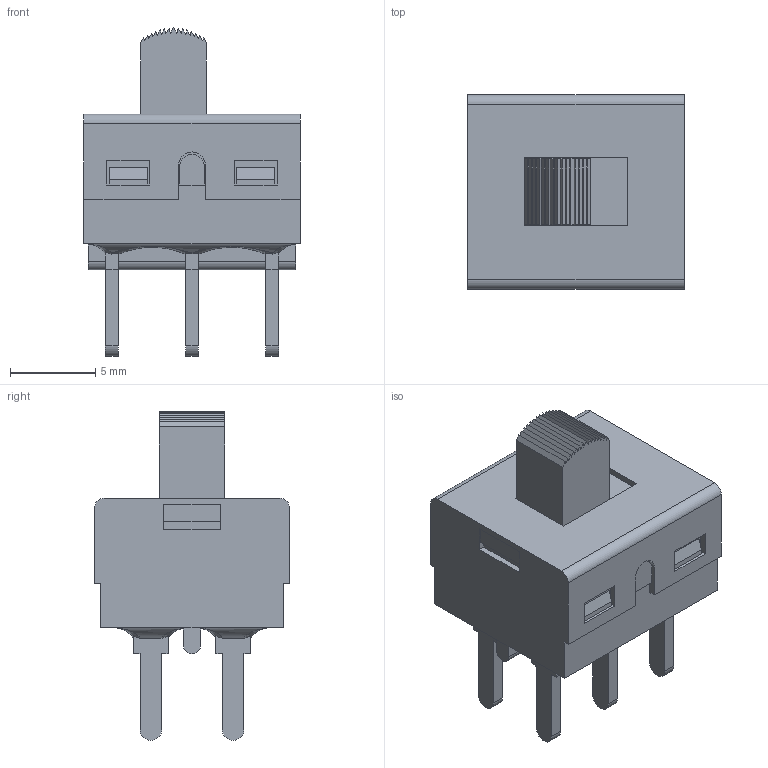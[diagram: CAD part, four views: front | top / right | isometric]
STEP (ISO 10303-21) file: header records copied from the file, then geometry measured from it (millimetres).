
FILE_DESCRIPTION((' '),'2;1');
FILE_NAME('500SDPxS1M2xEA.stp','2017-07-28T09:47:05',(' '),(' '),' ','ACIS',' ');
FILE_SCHEMA(('CONFIG_CONTROL_DESIGN'));
Length unit declared in the file: inch
Products named in the file (1): 500SDPxS1M2xEA.stp
Bounding box: 12.7 x 11.43 x 19.3 mm (x, y, z)
Volume: 661.9 mm3; surface area: 1575.1 mm2
Topology: 1 solids, 2 shells, 233 faces, 668 edges, 450 vertices
Faces by surface type: plane 187, cylinder 28, bspline 16, cone 2
Full cylindrical faces by diameter (mm): 2.4 x1
Entity records: 8463 total; most frequent: CARTESIAN_POINT 2293, ORIENTED_EDGE 1332, DIRECTION 1151, EDGE_CURVE 666, VECTOR 519, LINE 519, VERTEX_POINT 449, AXIS2_PLACEMENT_3D 316
